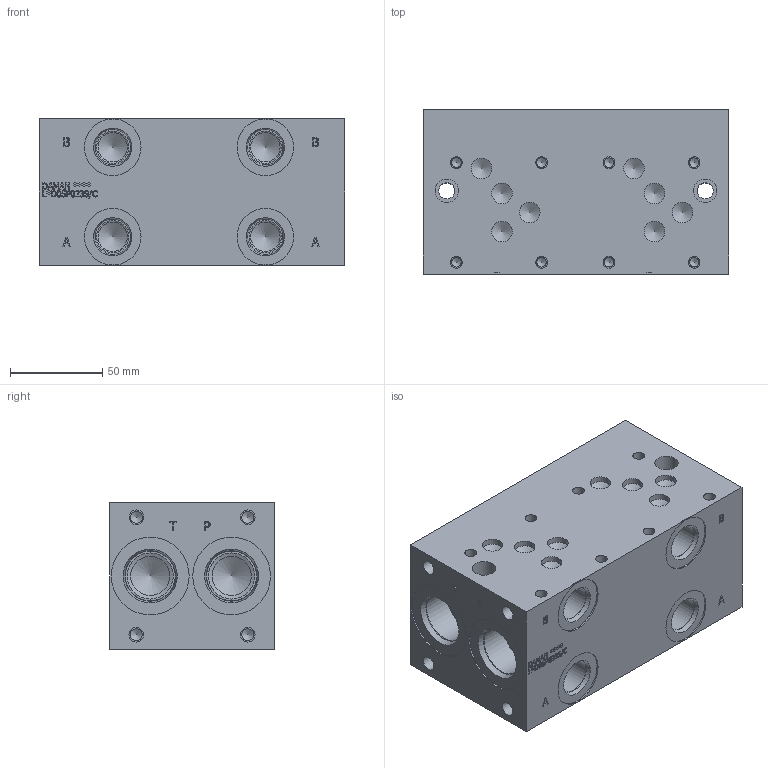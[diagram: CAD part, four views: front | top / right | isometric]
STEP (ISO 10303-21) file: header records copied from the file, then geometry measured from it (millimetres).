
FILE_DESCRIPTION(/* description */ (''),/* implementation_level */ '2;1');
FILE_NAME(/* name */ 'L_D05P023S_C.stp',/* time_stamp */ '2022-10-28T13:39:04-04:00',/* author */ ('mikeh'),/* organization */ (''),/* preprocessor_version */ 'ST-DEVELOPER v18',/* originating_system */ 'Autodesk Inventor 2020',/* authorisation */ '');
FILE_SCHEMA (('AUTOMOTIVE_DESIGN { 1 0 10303 214 3 1 1 }'));
Length unit declared in the file: millimetre
Products named in the file (1): Part_LAD05P023S_C_3D
Bounding box: 165.1 x 88.9 x 79.38 mm (x, y, z)
Volume: 1030523.9 mm3; surface area: 98834.6 mm2
Topology: 1 solids, 1 shells, 672 faces, 1839 edges, 1249 vertices
Faces by surface type: plane 354, bspline 167, cylinder 90, cone 61
Full cylindrical faces by diameter (mm): 5.105 x8, 6.35 x8, 6.528 x8, 7.925 x8, 8.738 x2, 11.125 x8, 12.7 x2, 14.29 x1, 15.875 x4, 15.9 x1, 17.501 x4, 19.05 x4, 19.253 x4, 20.62 x1, 21.184 x4, 22.23 x1, 22.54 x1, 24.917 x4, 26.99 x1, 27 x3, 27.432 x4, 30.16 x1, 30.632 x4, 42.037 x4
Entity records: 22606 total; most frequent: CARTESIAN_POINT 5899, ORIENTED_EDGE 3612, DIRECTION 2822, EDGE_CURVE 1806, VERTEX_POINT 1249, LINE 1134, VECTOR 1134, AXIS2_PLACEMENT_3D 844
